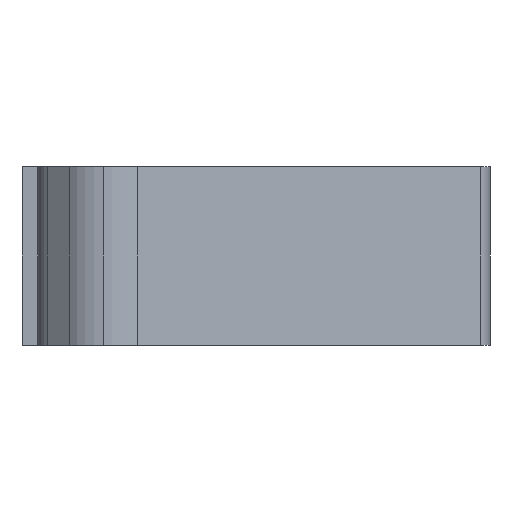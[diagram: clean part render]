
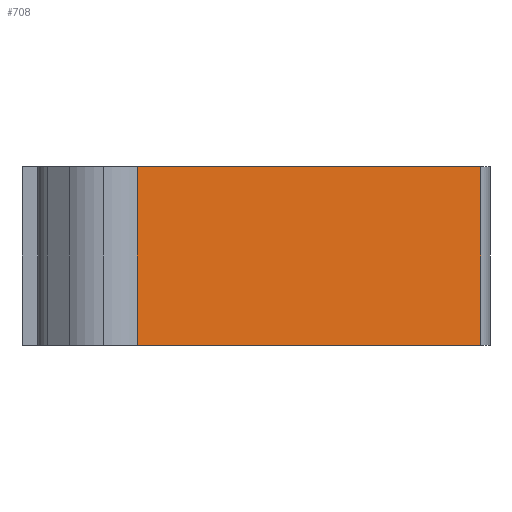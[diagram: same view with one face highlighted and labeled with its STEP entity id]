
A CAD part, left-side view. The second image highlights one B-rep face of the part: STEP entity #708.
In plain terms, the highlighted planar face has unit normal (-0.766, -0.643, 0).
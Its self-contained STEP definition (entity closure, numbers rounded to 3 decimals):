
#34 = LINE ( 'NONE', #673, #741 ) ;
#90 = LINE ( 'NONE', #303, #769 ) ;
#95 = VECTOR ( 'NONE', #874, 1000. ) ;
#114 = AXIS2_PLACEMENT_3D ( 'NONE', #137, #134, #678 ) ;
#134 = DIRECTION ( 'NONE',  ( 0.766, 0.643, 0. ) ) ;
#137 = CARTESIAN_POINT ( 'NONE',  ( -19.566, 1.813, 1.7 ) ) ;
#146 = EDGE_CURVE ( 'NONE', #231, #397, #34, .T. ) ;
#231 = VERTEX_POINT ( 'NONE', #828 ) ;
#296 = CARTESIAN_POINT ( 'NONE',  ( -14.083, -4.721, 1.7 ) ) ;
#303 = CARTESIAN_POINT ( 'NONE',  ( -14.083, -4.721, 1.7 ) ) ;
#317 = CARTESIAN_POINT ( 'NONE',  ( -14.083, -4.721, -1.7 ) ) ;
#334 = CARTESIAN_POINT ( 'NONE',  ( -19.566, 1.813, -1.7 ) ) ;
#363 = ORIENTED_EDGE ( 'NONE', *, *, #497, .T. ) ;
#395 = LINE ( 'NONE', #734, #95 ) ;
#397 = VERTEX_POINT ( 'NONE', #296 ) ;
#409 = PLANE ( 'NONE',  #114 ) ;
#413 = FACE_OUTER_BOUND ( 'NONE', #719, .T. ) ;
#453 = EDGE_CURVE ( 'NONE', #397, #533, #90, .T. ) ;
#497 = EDGE_CURVE ( 'NONE', #728, #533, #395, .T. ) ;
#506 = DIRECTION ( 'NONE',  ( 0., 0., -1. ) ) ;
#533 = VERTEX_POINT ( 'NONE', #317 ) ;
#632 = ORIENTED_EDGE ( 'NONE', *, *, #146, .F. ) ;
#641 = DIRECTION ( 'NONE',  ( 0., 0., -1. ) ) ;
#660 = DIRECTION ( 'NONE',  ( 0.643, -0.766, 0. ) ) ;
#670 = ORIENTED_EDGE ( 'NONE', *, *, #453, .F. ) ;
#673 = CARTESIAN_POINT ( 'NONE',  ( -19.566, 1.813, 1.7 ) ) ;
#678 = DIRECTION ( 'NONE',  ( 0., 0., -1. ) ) ;
#708 = ADVANCED_FACE ( 'NONE', ( #413 ), #409, .F. ) ;
#719 = EDGE_LOOP ( 'NONE', ( #363, #670, #632, #893 ) ) ;
#728 = VERTEX_POINT ( 'NONE', #334 ) ;
#734 = CARTESIAN_POINT ( 'NONE',  ( -19.566, 1.813, -1.7 ) ) ;
#741 = VECTOR ( 'NONE', #660, 1000. ) ;
#769 = VECTOR ( 'NONE', #506, 1000. ) ;
#782 = VECTOR ( 'NONE', #641, 1000. ) ;
#785 = LINE ( 'NONE', #853, #782 ) ;
#802 = EDGE_CURVE ( 'NONE', #231, #728, #785, .T. ) ;
#828 = CARTESIAN_POINT ( 'NONE',  ( -19.566, 1.813, 1.7 ) ) ;
#853 = CARTESIAN_POINT ( 'NONE',  ( -19.566, 1.813, 1.7 ) ) ;
#874 = DIRECTION ( 'NONE',  ( 0.643, -0.766, 0. ) ) ;
#893 = ORIENTED_EDGE ( 'NONE', *, *, #802, .T. ) ;
